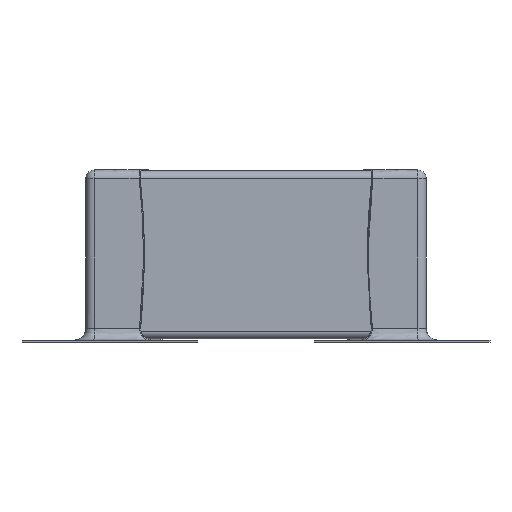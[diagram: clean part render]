
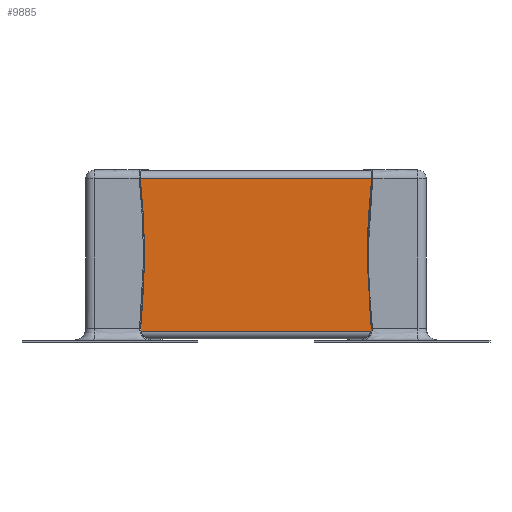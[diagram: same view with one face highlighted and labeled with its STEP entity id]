
A CAD part, front view. The second image highlights one B-rep face of the part: STEP entity #9885.
In plain terms, the highlighted planar face has unit normal (0, -1, 0).
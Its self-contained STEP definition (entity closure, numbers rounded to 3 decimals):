
#9778 = CYLINDRICAL_SURFACE('',#9779,0.07);
#9779 = AXIS2_PLACEMENT_3D('',#9780,#9781,#9782);
#9780 = CARTESIAN_POINT('',(-1.5,-0.72,1.53));
#9781 = DIRECTION('',(-1.,0.,0.));
#9782 = DIRECTION('',(0.,1.,0.));
#9803 = VERTEX_POINT('',#9804);
#9804 = CARTESIAN_POINT('',(1.5,-0.79,1.53));
#9819 = PLANE('',#9820);
#9820 = AXIS2_PLACEMENT_3D('',#9821,#9822,#9823);
#9821 = CARTESIAN_POINT('',(1.5,0.,0.81));
#9822 = DIRECTION('',(1.,0.,0.));
#9823 = DIRECTION('',(0.,0.,1.));
#9831 = EDGE_CURVE('',#9832,#9803,#9834,.T.);
#9832 = VERTEX_POINT('',#9833);
#9833 = CARTESIAN_POINT('',(-1.5,-0.79,1.53));
#9834 = SURFACE_CURVE('',#9835,(#9839,#9846),.PCURVE_S1.);
#9835 = LINE('',#9836,#9837);
#9836 = CARTESIAN_POINT('',(-1.5,-0.79,1.53));
#9837 = VECTOR('',#9838,1.);
#9838 = DIRECTION('',(1.,0.,0.));
#9839 = PCURVE('',#9778,#9840);
#9840 = DEFINITIONAL_REPRESENTATION('',(#9841),#9845);
#9841 = LINE('',#9842,#9843);
#9842 = CARTESIAN_POINT('',(-3.142,0.));
#9843 = VECTOR('',#9844,1.);
#9844 = DIRECTION('',(-0.,-1.));
#9845 = ( GEOMETRIC_REPRESENTATION_CONTEXT(2) 
PARAMETRIC_REPRESENTATION_CONTEXT() REPRESENTATION_CONTEXT('2D SPACE',''
  ) );
#9846 = PCURVE('',#9847,#9852);
#9847 = PLANE('',#9848);
#9848 = AXIS2_PLACEMENT_3D('',#9849,#9850,#9851);
#9849 = CARTESIAN_POINT('',(-1.5,-0.79,1.53));
#9850 = DIRECTION('',(0.,1.,0.));
#9851 = DIRECTION('',(0.,0.,-1.));
#9852 = DEFINITIONAL_REPRESENTATION('',(#9853),#9857);
#9853 = LINE('',#9854,#9855);
#9854 = CARTESIAN_POINT('',(0.,0.));
#9855 = VECTOR('',#9856,1.);
#9856 = DIRECTION('',(0.,-1.));
#9857 = ( GEOMETRIC_REPRESENTATION_CONTEXT(2) 
PARAMETRIC_REPRESENTATION_CONTEXT() REPRESENTATION_CONTEXT('2D SPACE',''
  ) );
#9874 = PLANE('',#9875);
#9875 = AXIS2_PLACEMENT_3D('',#9876,#9877,#9878);
#9876 = CARTESIAN_POINT('',(-1.5,0.,0.81));
#9877 = DIRECTION('',(1.,0.,0.));
#9878 = DIRECTION('',(0.,0.,1.));
#9885 = ADVANCED_FACE('',(#9886),#9847,.F.);
#9886 = FACE_BOUND('',#9887,.F.);
#9887 = EDGE_LOOP('',(#9888,#9889,#9912,#9940));
#9888 = ORIENTED_EDGE('',*,*,#9831,.T.);
#9889 = ORIENTED_EDGE('',*,*,#9890,.T.);
#9890 = EDGE_CURVE('',#9803,#9891,#9893,.T.);
#9891 = VERTEX_POINT('',#9892);
#9892 = CARTESIAN_POINT('',(1.5,-0.79,0.09));
#9893 = SURFACE_CURVE('',#9894,(#9898,#9905),.PCURVE_S1.);
#9894 = LINE('',#9895,#9896);
#9895 = CARTESIAN_POINT('',(1.5,-0.79,1.53));
#9896 = VECTOR('',#9897,1.);
#9897 = DIRECTION('',(0.,0.,-1.));
#9898 = PCURVE('',#9847,#9899);
#9899 = DEFINITIONAL_REPRESENTATION('',(#9900),#9904);
#9900 = LINE('',#9901,#9902);
#9901 = CARTESIAN_POINT('',(0.,-3.));
#9902 = VECTOR('',#9903,1.);
#9903 = DIRECTION('',(1.,0.));
#9904 = ( GEOMETRIC_REPRESENTATION_CONTEXT(2) 
PARAMETRIC_REPRESENTATION_CONTEXT() REPRESENTATION_CONTEXT('2D SPACE',''
  ) );
#9905 = PCURVE('',#9819,#9906);
#9906 = DEFINITIONAL_REPRESENTATION('',(#9907),#9911);
#9907 = LINE('',#9908,#9909);
#9908 = CARTESIAN_POINT('',(0.72,0.79));
#9909 = VECTOR('',#9910,1.);
#9910 = DIRECTION('',(-1.,0.));
#9911 = ( GEOMETRIC_REPRESENTATION_CONTEXT(2) 
PARAMETRIC_REPRESENTATION_CONTEXT() REPRESENTATION_CONTEXT('2D SPACE',''
  ) );
#9912 = ORIENTED_EDGE('',*,*,#9913,.F.);
#9913 = EDGE_CURVE('',#9914,#9891,#9916,.T.);
#9914 = VERTEX_POINT('',#9915);
#9915 = CARTESIAN_POINT('',(-1.5,-0.79,0.09));
#9916 = SURFACE_CURVE('',#9917,(#9921,#9928),.PCURVE_S1.);
#9917 = LINE('',#9918,#9919);
#9918 = CARTESIAN_POINT('',(-1.5,-0.79,0.09));
#9919 = VECTOR('',#9920,1.);
#9920 = DIRECTION('',(1.,0.,0.));
#9921 = PCURVE('',#9847,#9922);
#9922 = DEFINITIONAL_REPRESENTATION('',(#9923),#9927);
#9923 = LINE('',#9924,#9925);
#9924 = CARTESIAN_POINT('',(1.44,0.));
#9925 = VECTOR('',#9926,1.);
#9926 = DIRECTION('',(0.,-1.));
#9927 = ( GEOMETRIC_REPRESENTATION_CONTEXT(2) 
PARAMETRIC_REPRESENTATION_CONTEXT() REPRESENTATION_CONTEXT('2D SPACE',''
  ) );
#9928 = PCURVE('',#9929,#9934);
#9929 = CYLINDRICAL_SURFACE('',#9930,0.07);
#9930 = AXIS2_PLACEMENT_3D('',#9931,#9932,#9933);
#9931 = CARTESIAN_POINT('',(-1.5,-0.72,0.09));
#9932 = DIRECTION('',(-1.,0.,0.));
#9933 = DIRECTION('',(0.,1.,0.));
#9934 = DEFINITIONAL_REPRESENTATION('',(#9935),#9939);
#9935 = LINE('',#9936,#9937);
#9936 = CARTESIAN_POINT('',(-3.142,0.));
#9937 = VECTOR('',#9938,1.);
#9938 = DIRECTION('',(-0.,-1.));
#9939 = ( GEOMETRIC_REPRESENTATION_CONTEXT(2) 
PARAMETRIC_REPRESENTATION_CONTEXT() REPRESENTATION_CONTEXT('2D SPACE',''
  ) );
#9940 = ORIENTED_EDGE('',*,*,#9941,.F.);
#9941 = EDGE_CURVE('',#9832,#9914,#9942,.T.);
#9942 = SURFACE_CURVE('',#9943,(#9947,#9954),.PCURVE_S1.);
#9943 = LINE('',#9944,#9945);
#9944 = CARTESIAN_POINT('',(-1.5,-0.79,1.53));
#9945 = VECTOR('',#9946,1.);
#9946 = DIRECTION('',(0.,0.,-1.));
#9947 = PCURVE('',#9847,#9948);
#9948 = DEFINITIONAL_REPRESENTATION('',(#9949),#9953);
#9949 = LINE('',#9950,#9951);
#9950 = CARTESIAN_POINT('',(0.,0.));
#9951 = VECTOR('',#9952,1.);
#9952 = DIRECTION('',(1.,0.));
#9953 = ( GEOMETRIC_REPRESENTATION_CONTEXT(2) 
PARAMETRIC_REPRESENTATION_CONTEXT() REPRESENTATION_CONTEXT('2D SPACE',''
  ) );
#9954 = PCURVE('',#9874,#9955);
#9955 = DEFINITIONAL_REPRESENTATION('',(#9956),#9960);
#9956 = LINE('',#9957,#9958);
#9957 = CARTESIAN_POINT('',(0.72,0.79));
#9958 = VECTOR('',#9959,1.);
#9959 = DIRECTION('',(-1.,0.));
#9960 = ( GEOMETRIC_REPRESENTATION_CONTEXT(2) 
PARAMETRIC_REPRESENTATION_CONTEXT() REPRESENTATION_CONTEXT('2D SPACE',''
  ) );
